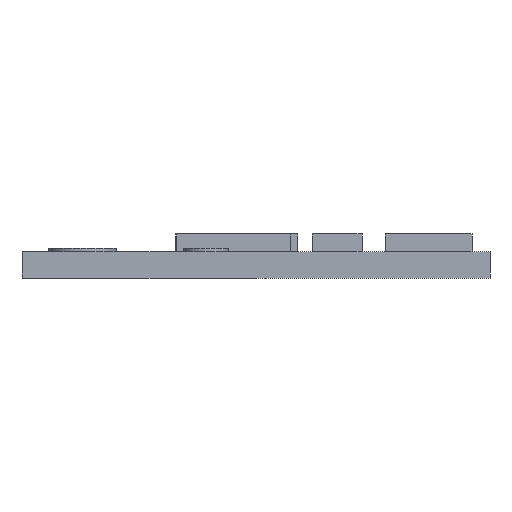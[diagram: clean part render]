
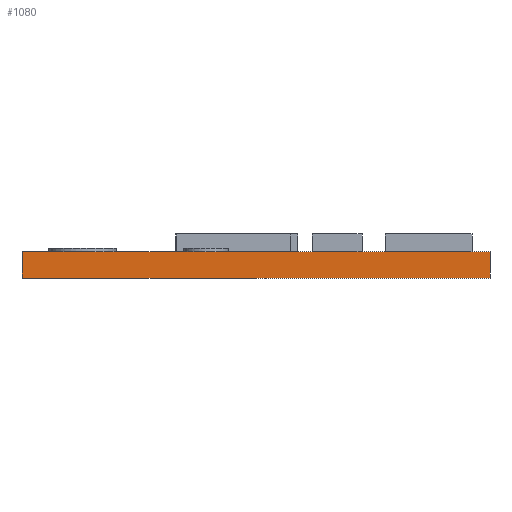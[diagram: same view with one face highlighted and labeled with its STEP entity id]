
A CAD part, front view. The second image highlights one B-rep face of the part: STEP entity #1080.
In plain terms, the highlighted planar face has unit normal (0, -1, 0).
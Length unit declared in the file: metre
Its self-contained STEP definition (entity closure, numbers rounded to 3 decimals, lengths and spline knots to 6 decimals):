
#120=LINE('',#1737,#240);
#121=LINE('',#1740,#241);
#122=LINE('',#1742,#242);
#123=LINE('',#1744,#243);
#240=VECTOR('',#1442,1.);
#241=VECTOR('',#1443,1.);
#242=VECTOR('',#1444,1.);
#243=VECTOR('',#1445,1.);
#303=PLANE('',#1174);
#515=ORIENTED_EDGE('',*,*,#705,.T.);
#516=ORIENTED_EDGE('',*,*,#706,.T.);
#517=ORIENTED_EDGE('',*,*,#707,.F.);
#518=ORIENTED_EDGE('',*,*,#708,.F.);
#705=EDGE_CURVE('',#805,#806,#120,.T.);
#706=EDGE_CURVE('',#806,#807,#121,.T.);
#707=EDGE_CURVE('',#808,#807,#122,.T.);
#708=EDGE_CURVE('',#805,#808,#123,.T.);
#805=VERTEX_POINT('',#1738);
#806=VERTEX_POINT('',#1739);
#807=VERTEX_POINT('',#1741);
#808=VERTEX_POINT('',#1743);
#900=EDGE_LOOP('',(#515,#516,#517,#518));
#992=FACE_BOUND('',#900,.T.);
#1080=ADVANCED_FACE('',(#992),#303,.T.);
#1174=AXIS2_PLACEMENT_3D('',#1736,#1440,#1441);
#1440=DIRECTION('',(0.,-1.,0.));
#1441=DIRECTION('',(-1.,0.,0.));
#1442=DIRECTION('',(0.,0.,1.));
#1443=DIRECTION('',(-1.,0.,0.));
#1444=DIRECTION('',(0.,0.,1.));
#1445=DIRECTION('',(-1.,0.,0.));
#1736=CARTESIAN_POINT('',(0.01325,-0.0155,0.));
#1737=CARTESIAN_POINT('',(0.01325,-0.0155,0.));
#1738=CARTESIAN_POINT('',(0.01325,-0.0155,0.));
#1739=CARTESIAN_POINT('',(0.01325,-0.0155,0.0015));
#1740=CARTESIAN_POINT('',(0.01325,-0.0155,0.0015));
#1741=CARTESIAN_POINT('',(-0.01325,-0.0155,0.0015));
#1742=CARTESIAN_POINT('',(-0.01325,-0.0155,0.));
#1743=CARTESIAN_POINT('',(-0.01325,-0.0155,0.));
#1744=CARTESIAN_POINT('',(0.01325,-0.0155,0.));
